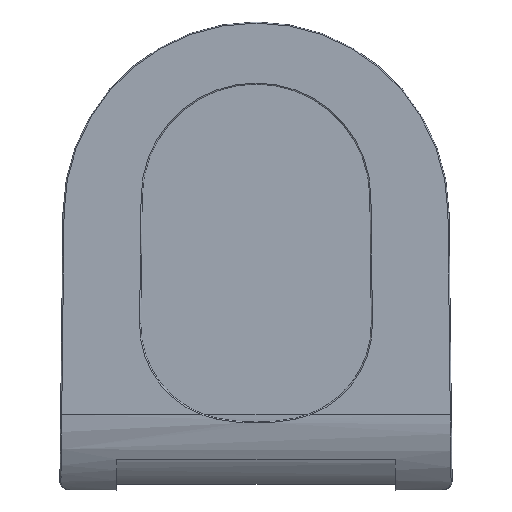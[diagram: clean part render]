
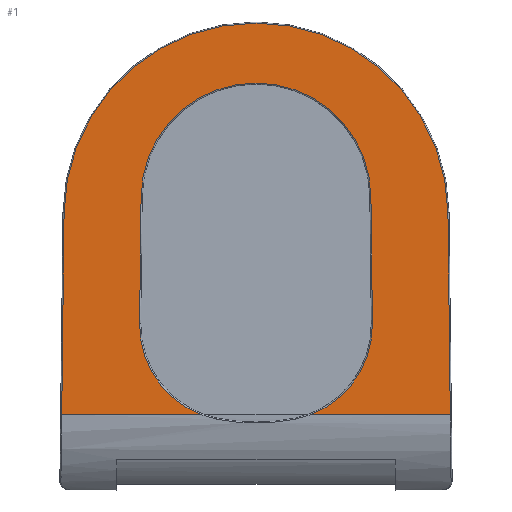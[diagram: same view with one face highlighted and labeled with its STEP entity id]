
A CAD part, front view. The second image highlights one B-rep face of the part: STEP entity #1.
In plain terms, the highlighted planar face has unit normal (0, -1, 0).
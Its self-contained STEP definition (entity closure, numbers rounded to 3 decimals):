
#1 = ADVANCED_FACE ( 'NONE', ( #99 ), #3044, .T. ) ;
#16 = DIRECTION ( 'NONE',  ( 0., 0., -1. ) ) ;
#67 = VERTEX_POINT ( 'NONE', #1515 ) ;
#91 = LINE ( 'NONE', #1584, #704 ) ;
#94 = DIRECTION ( 'NONE',  ( -0.012, 0., 1. ) ) ;
#99 = FACE_OUTER_BOUND ( 'NONE', #2906, .T. ) ;
#104 = EDGE_CURVE ( 'NONE', #1465, #3208, #684, .T. ) ;
#105 = VECTOR ( 'NONE', #94, 1000. ) ;
#179 = ORIENTED_EDGE ( 'NONE', *, *, #837, .F. ) ;
#208 = CIRCLE ( 'NONE', #2380, 88.569 ) ;
#323 = EDGE_CURVE ( 'NONE', #1364, #1033, #862, .T. ) ;
#336 = DIRECTION ( 'NONE',  ( 0., -1., 0. ) ) ;
#346 = DIRECTION ( 'NONE',  ( 0., 1., 0. ) ) ;
#358 = DIRECTION ( 'NONE',  ( 0., -1., 0. ) ) ;
#518 = VECTOR ( 'NONE', #2815, 1000. ) ;
#531 = DIRECTION ( 'NONE',  ( 0., 1., 0. ) ) ;
#564 = ORIENTED_EDGE ( 'NONE', *, *, #3277, .T. ) ;
#606 = EDGE_CURVE ( 'NONE', #3227, #1111, #2131, .T. ) ;
#633 = AXIS2_PLACEMENT_3D ( 'NONE', #1767, #358, #2731 ) ;
#648 = AXIS2_PLACEMENT_3D ( 'NONE', #2448, #1172, #1232 ) ;
#680 = CARTESIAN_POINT ( 'NONE',  ( 178.186, 0., -148.035 ) ) ;
#684 = LINE ( 'NONE', #3359, #2627 ) ;
#704 = VECTOR ( 'NONE', #2778, 1000. ) ;
#837 = EDGE_CURVE ( 'NONE', #3227, #3429, #91, .T. ) ;
#854 = ORIENTED_EDGE ( 'NONE', *, *, #3253, .T. ) ;
#862 = LINE ( 'NONE', #1171, #2568 ) ;
#919 = EDGE_CURVE ( 'NONE', #1309, #67, #1332, .T. ) ;
#1033 = VERTEX_POINT ( 'NONE', #1485 ) ;
#1111 = VERTEX_POINT ( 'NONE', #2580 ) ;
#1171 = CARTESIAN_POINT ( 'NONE',  ( -107.682, 0., -144.668 ) ) ;
#1172 = DIRECTION ( 'NONE',  ( 0., 1., 0. ) ) ;
#1184 = ORIENTED_EDGE ( 'NONE', *, *, #1993, .T. ) ;
#1204 = CARTESIAN_POINT ( 'NONE',  ( 105.397, 0., 51.821 ) ) ;
#1230 = ORIENTED_EDGE ( 'NONE', *, *, #323, .T. ) ;
#1232 = DIRECTION ( 'NONE',  ( 0., 0., -1. ) ) ;
#1252 = CARTESIAN_POINT ( 'NONE',  ( 18.188, 0., -65.589 ) ) ;
#1309 = VERTEX_POINT ( 'NONE', #2520 ) ;
#1332 = LINE ( 'NONE', #1620, #518 ) ;
#1364 = VERTEX_POINT ( 'NONE', #2865 ) ;
#1440 = AXIS2_PLACEMENT_3D ( 'NONE', #2765, #336, #16 ) ;
#1465 = VERTEX_POINT ( 'NONE', #1204 ) ;
#1485 = CARTESIAN_POINT ( 'NONE',  ( -105.397, 0., 51.821 ) ) ;
#1515 = CARTESIAN_POINT ( 'NONE',  ( -178.186, 0., -148.013 ) ) ;
#1541 = CARTESIAN_POINT ( 'NONE',  ( 178.186, 0., -148.013 ) ) ;
#1584 = CARTESIAN_POINT ( 'NONE',  ( 180., 0., -148.013 ) ) ;
#1620 = CARTESIAN_POINT ( 'NONE',  ( -178.186, 0., -148.025 ) ) ;
#1767 = CARTESIAN_POINT ( 'NONE',  ( 0., 0., 34.911 ) ) ;
#1835 = LINE ( 'NONE', #2978, #2756 ) ;
#1993 = EDGE_CURVE ( 'NONE', #3741, #1364, #3453, .T. ) ;
#2131 = LINE ( 'NONE', #680, #105 ) ;
#2175 = CIRCLE ( 'NONE', #633, 176.047 ) ;
#2360 = DIRECTION ( 'NONE',  ( 0., 0., -1. ) ) ;
#2379 = DIRECTION ( 'NONE',  ( 0.012, 0., 1. ) ) ;
#2380 = AXIS2_PLACEMENT_3D ( 'NONE', #1252, #346, #2360 ) ;
#2404 = DIRECTION ( 'NONE',  ( -1., 0., 0. ) ) ;
#2447 = ORIENTED_EDGE ( 'NONE', *, *, #3204, .F. ) ;
#2448 = CARTESIAN_POINT ( 'NONE',  ( 0., 0., 50.595 ) ) ;
#2520 = CARTESIAN_POINT ( 'NONE',  ( -176.035, 0., 36.958 ) ) ;
#2568 = VECTOR ( 'NONE', #2379, 1000. ) ;
#2580 = CARTESIAN_POINT ( 'NONE',  ( 176.035, 0., 36.958 ) ) ;
#2627 = VECTOR ( 'NONE', #3030, 1000. ) ;
#2712 = CARTESIAN_POINT ( 'NONE',  ( -18.188, 0., -65.589 ) ) ;
#2731 = DIRECTION ( 'NONE',  ( 0., 0., -1. ) ) ;
#2750 = EDGE_CURVE ( 'NONE', #1111, #1309, #2175, .T. ) ;
#2756 = VECTOR ( 'NONE', #2404, 1000. ) ;
#2765 = CARTESIAN_POINT ( 'NONE',  ( 180., 0., -148.013 ) ) ;
#2768 = AXIS2_PLACEMENT_3D ( 'NONE', #2712, #531, #3206 ) ;
#2778 = DIRECTION ( 'NONE',  ( -1., 0., 0. ) ) ;
#2815 = DIRECTION ( 'NONE',  ( -0.012, 0., -1. ) ) ;
#2817 = ORIENTED_EDGE ( 'NONE', *, *, #104, .T. ) ;
#2831 = CARTESIAN_POINT ( 'NONE',  ( 50.601, 0., -148.013 ) ) ;
#2865 = CARTESIAN_POINT ( 'NONE',  ( -106.751, 0., -64.559 ) ) ;
#2906 = EDGE_LOOP ( 'NONE', ( #2447, #1184, #1230, #564, #2817, #854, #179, #3474, #2926, #3451 ) ) ;
#2926 = ORIENTED_EDGE ( 'NONE', *, *, #2750, .T. ) ;
#2978 = CARTESIAN_POINT ( 'NONE',  ( 180., 0., -148.013 ) ) ;
#3030 = DIRECTION ( 'NONE',  ( 0.012, 0., -1. ) ) ;
#3044 = PLANE ( 'NONE',  #1440 ) ;
#3204 = EDGE_CURVE ( 'NONE', #3741, #67, #1835, .T. ) ;
#3206 = DIRECTION ( 'NONE',  ( 0., 0., -1. ) ) ;
#3208 = VERTEX_POINT ( 'NONE', #3286 ) ;
#3227 = VERTEX_POINT ( 'NONE', #1541 ) ;
#3253 = EDGE_CURVE ( 'NONE', #3208, #3429, #208, .T. ) ;
#3277 = EDGE_CURVE ( 'NONE', #1033, #1465, #3324, .T. ) ;
#3286 = CARTESIAN_POINT ( 'NONE',  ( 106.751, 0., -64.559 ) ) ;
#3324 = CIRCLE ( 'NONE', #648, 105.405 ) ;
#3359 = CARTESIAN_POINT ( 'NONE',  ( 106.751, 0., -64.559 ) ) ;
#3429 = VERTEX_POINT ( 'NONE', #2831 ) ;
#3444 = CARTESIAN_POINT ( 'NONE',  ( -50.601, 0., -148.013 ) ) ;
#3451 = ORIENTED_EDGE ( 'NONE', *, *, #919, .T. ) ;
#3453 = CIRCLE ( 'NONE', #2768, 88.569 ) ;
#3474 = ORIENTED_EDGE ( 'NONE', *, *, #606, .T. ) ;
#3741 = VERTEX_POINT ( 'NONE', #3444 ) ;
